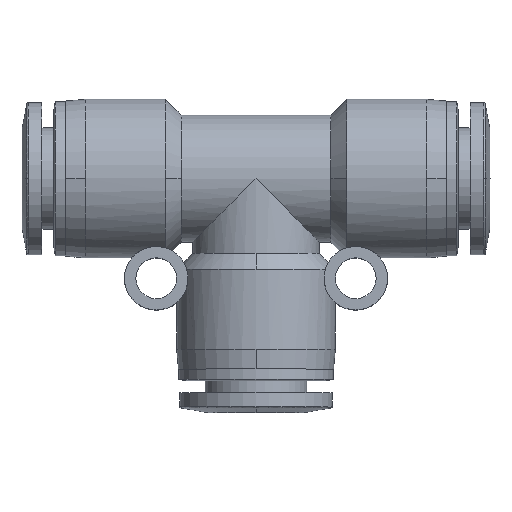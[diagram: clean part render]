
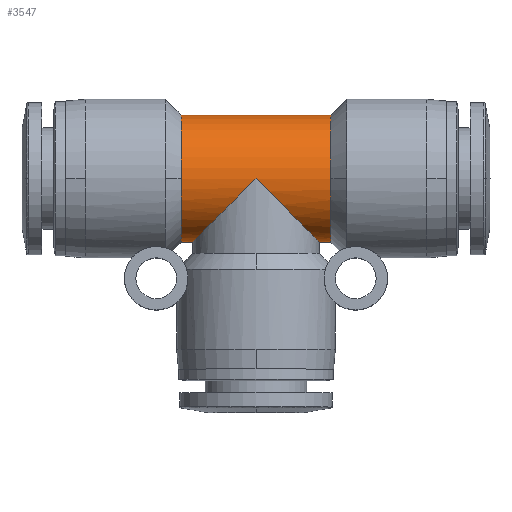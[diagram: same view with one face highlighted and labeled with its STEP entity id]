
A CAD part, top view. The second image highlights one B-rep face of the part: STEP entity #3547.
In plain terms, the highlighted cylindrical face has radius 7 mm (diameter 14 mm), a partial arc.
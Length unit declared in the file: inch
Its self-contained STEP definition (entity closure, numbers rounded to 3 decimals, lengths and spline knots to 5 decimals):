
#148 = CYLINDRICAL_SURFACE ( 'NONE', #346, 0.27559 ) ;
#198 = DIRECTION ( 'NONE',  ( 0., 1., 0. ) ) ;
#241 = EDGE_CURVE ( 'NONE', #597, #549, #2001, .T. ) ;
#346 = AXIS2_PLACEMENT_3D ( 'NONE', #1740, #2161, #1347 ) ;
#399 = CARTESIAN_POINT ( 'NONE',  ( -0.3248, 0.27559, 0. ) ) ;
#411 = DIRECTION ( 'NONE',  ( -1., 0., 0. ) ) ;
#521 = AXIS2_PLACEMENT_3D ( 'NONE', #2896, #411, #3334 ) ;
#549 = VERTEX_POINT ( 'NONE', #2081 ) ;
#597 = VERTEX_POINT ( 'NONE', #2512 ) ;
#611 = EDGE_CURVE ( 'NONE', #5330, #5140, #688, .T. ) ;
#666 = CIRCLE ( 'NONE', #521, 0.27559 ) ;
#688 = LINE ( 'NONE', #4971, #689 ) ;
#689 = VECTOR ( 'NONE', #2395, 39.37008 ) ;
#738 = DIRECTION ( 'NONE',  ( 1., 0., 0. ) ) ;
#750 = LINE ( 'NONE', #2163, #5177 ) ;
#775 = VERTEX_POINT ( 'NONE', #4557 ) ;
#814 = EDGE_CURVE ( 'NONE', #549, #2676, #938, .T. ) ;
#831 = ORIENTED_EDGE ( 'NONE', *, *, #814, .T. ) ;
#846 = CARTESIAN_POINT ( 'NONE',  ( 0.27559, -0.27559, 0. ) ) ;
#850 = ORIENTED_EDGE ( 'NONE', *, *, #904, .T. ) ;
#904 = EDGE_CURVE ( 'NONE', #5256, #597, #4435, .T. ) ;
#938 = CIRCLE ( 'NONE', #1500, 0.27559 ) ;
#953 = CARTESIAN_POINT ( 'NONE',  ( 0.05217, -0.27559, 0. ) ) ;
#1144 = DIRECTION ( 'NONE',  ( -1., 0., 0. ) ) ;
#1173 = ORIENTED_EDGE ( 'NONE', *, *, #2664, .F. ) ;
#1318 = VERTEX_POINT ( 'NONE', #399 ) ;
#1347 = DIRECTION ( 'NONE',  ( 0., 1., 0. ) ) ;
#1492 = ORIENTED_EDGE ( 'NONE', *, *, #4836, .T. ) ;
#1493 = AXIS2_PLACEMENT_3D ( 'NONE', #3684, #1144, #4135 ) ;
#1500 = AXIS2_PLACEMENT_3D ( 'NONE', #4006, #3984, #3961 ) ;
#1740 = CARTESIAN_POINT ( 'NONE',  ( 0.05217, 0., 0. ) ) ;
#1765 = FACE_OUTER_BOUND ( 'NONE', #3923, .T. ) ;
#2001 = LINE ( 'NONE', #953, #2060 ) ;
#2060 = VECTOR ( 'NONE', #738, 39.37008 ) ;
#2081 = CARTESIAN_POINT ( 'NONE',  ( 0.3248, -0.27559, 0. ) ) ;
#2107 = CARTESIAN_POINT ( 'NONE',  ( 0., 0., 0.27559 ) ) ;
#2135 = CARTESIAN_POINT ( 'NONE',  ( -0.3248, 0., 0.27559 ) ) ;
#2161 = DIRECTION ( 'NONE',  ( 1., 0., 0. ) ) ;
#2163 = CARTESIAN_POINT ( 'NONE',  ( 0.05217, 0.27559, 0. ) ) ;
#2395 = DIRECTION ( 'NONE',  ( 1., 0., 0. ) ) ;
#2402 = CARTESIAN_POINT ( 'NONE',  ( 0.3248, 0., 0.27559 ) ) ;
#2457 = AXIS2_PLACEMENT_3D ( 'NONE', #5307, #2674, #198 ) ;
#2512 = CARTESIAN_POINT ( 'NONE',  ( 0.27559, -0.27559, 0. ) ) ;
#2664 = EDGE_CURVE ( 'NONE', #5330, #5155, #3426, .T. ) ;
#2674 = DIRECTION ( 'NONE',  ( -1., 0., 0. ) ) ;
#2676 = VERTEX_POINT ( 'NONE', #2402 ) ;
#2896 = CARTESIAN_POINT ( 'NONE',  ( -0.3248, 0., 0. ) ) ;
#3029 = DIRECTION ( 'NONE',  ( 1., 0., 0. ) ) ;
#3166 = EDGE_CURVE ( 'NONE', #5155, #1318, #666, .T. ) ;
#3334 = DIRECTION ( 'NONE',  ( 0., 1., 0. ) ) ;
#3362 = CARTESIAN_POINT ( 'NONE',  ( -0.27559, -0.27559, 0.16144 ) ) ;
#3426 = CIRCLE ( 'NONE', #1493, 0.27559 ) ;
#3508 = ORIENTED_EDGE ( 'NONE', *, *, #611, .T. ) ;
#3547 = ADVANCED_FACE ( 'NONE', ( #1765 ), #148, .T. ) ;
#3682 = ORIENTED_EDGE ( 'NONE', *, *, #4011, .T. ) ;
#3684 = CARTESIAN_POINT ( 'NONE',  ( -0.3248, 0., 0. ) ) ;
#3719 = CARTESIAN_POINT ( 'NONE',  ( 0.27559, -0.27559, 0.16144 ) ) ;
#3727 = CARTESIAN_POINT ( 'NONE',  ( 0., 0., 0.27559 ) ) ;
#3767 = CIRCLE ( 'NONE', #2457, 0.27559 ) ;
#3805 =( BOUNDED_CURVE ( )  B_SPLINE_CURVE ( 3, ( #5518, #3362, #4699, #2107 ),
 .UNSPECIFIED., .F., .F. ) 
 B_SPLINE_CURVE_WITH_KNOTS ( ( 4, 4 ),
 ( 3.14159, 4.71239 ),
 .UNSPECIFIED. ) 
 CURVE ( )  GEOMETRIC_REPRESENTATION_ITEM ( )  RATIONAL_B_SPLINE_CURVE ( ( 1., 0.805, 0.805, 1. ) ) 
 REPRESENTATION_ITEM ( '' )  );
#3812 = CARTESIAN_POINT ( 'NONE',  ( -0.27559, -0.27559, 0. ) ) ;
#3865 = CARTESIAN_POINT ( 'NONE',  ( 0., 0., 0.27559 ) ) ;
#3923 = EDGE_LOOP ( 'NONE', ( #1173, #3508, #3682, #850, #4002, #831, #1492, #4642, #4224 ) ) ;
#3961 = DIRECTION ( 'NONE',  ( 0., 1., 0. ) ) ;
#3984 = DIRECTION ( 'NONE',  ( -1., 0., 0. ) ) ;
#4002 = ORIENTED_EDGE ( 'NONE', *, *, #241, .T. ) ;
#4006 = CARTESIAN_POINT ( 'NONE',  ( 0.3248, 0., 0. ) ) ;
#4011 = EDGE_CURVE ( 'NONE', #5140, #5256, #3805, .T. ) ;
#4046 = CARTESIAN_POINT ( 'NONE',  ( 0.16144, -0.16144, 0.27559 ) ) ;
#4122 = EDGE_CURVE ( 'NONE', #1318, #775, #750, .T. ) ;
#4135 = DIRECTION ( 'NONE',  ( 0., 1., 0. ) ) ;
#4224 = ORIENTED_EDGE ( 'NONE', *, *, #3166, .F. ) ;
#4435 =( BOUNDED_CURVE ( )  B_SPLINE_CURVE ( 3, ( #3727, #4046, #3719, #846 ),
 .UNSPECIFIED., .F., .F. ) 
 B_SPLINE_CURVE_WITH_KNOTS ( ( 4, 4 ),
 ( 4.71239, 6.28319 ),
 .UNSPECIFIED. ) 
 CURVE ( )  GEOMETRIC_REPRESENTATION_ITEM ( )  RATIONAL_B_SPLINE_CURVE ( ( 1., 0.805, 0.805, 1. ) ) 
 REPRESENTATION_ITEM ( '' )  );
#4557 = CARTESIAN_POINT ( 'NONE',  ( 0.3248, 0.27559, 0. ) ) ;
#4642 = ORIENTED_EDGE ( 'NONE', *, *, #4122, .F. ) ;
#4699 = CARTESIAN_POINT ( 'NONE',  ( -0.16144, -0.16144, 0.27559 ) ) ;
#4836 = EDGE_CURVE ( 'NONE', #2676, #775, #3767, .T. ) ;
#4971 = CARTESIAN_POINT ( 'NONE',  ( 0.05217, -0.27559, 0. ) ) ;
#5140 = VERTEX_POINT ( 'NONE', #3812 ) ;
#5155 = VERTEX_POINT ( 'NONE', #2135 ) ;
#5166 = CARTESIAN_POINT ( 'NONE',  ( -0.3248, -0.27559, 0. ) ) ;
#5177 = VECTOR ( 'NONE', #3029, 39.37008 ) ;
#5256 = VERTEX_POINT ( 'NONE', #3865 ) ;
#5307 = CARTESIAN_POINT ( 'NONE',  ( 0.3248, 0., 0. ) ) ;
#5330 = VERTEX_POINT ( 'NONE', #5166 ) ;
#5518 = CARTESIAN_POINT ( 'NONE',  ( -0.27559, -0.27559, 0. ) ) ;
